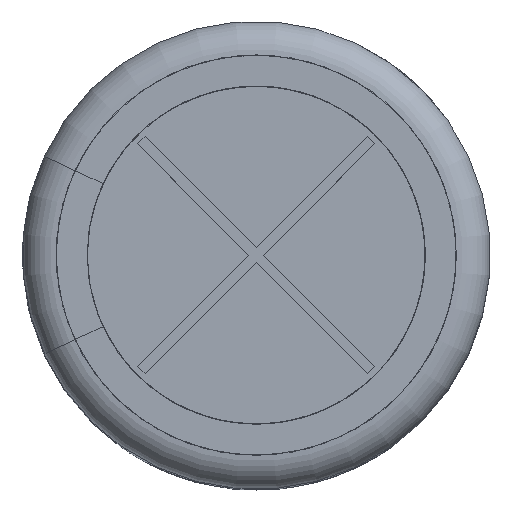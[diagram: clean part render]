
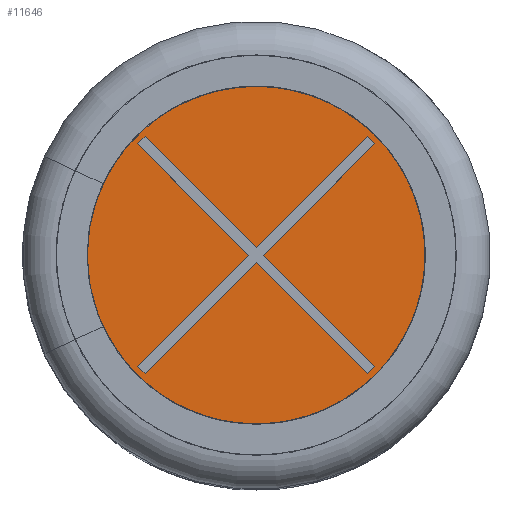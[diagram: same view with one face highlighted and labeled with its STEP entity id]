
A CAD part, top view. The second image highlights one B-rep face of the part: STEP entity #11646.
In plain terms, the highlighted planar face has unit normal (0, 0, 1).
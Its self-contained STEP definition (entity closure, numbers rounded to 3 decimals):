
#462=LINE('',#14894,#1129);
#463=LINE('',#14897,#1130);
#464=LINE('',#14899,#1131);
#465=LINE('',#14901,#1132);
#466=LINE('',#14903,#1133);
#467=LINE('',#14905,#1134);
#468=LINE('',#14907,#1135);
#469=LINE('',#14909,#1136);
#470=LINE('',#14911,#1137);
#471=LINE('',#14913,#1138);
#472=LINE('',#14915,#1139);
#473=LINE('',#14917,#1140);
#1129=VECTOR('',#12901,1000.);
#1130=VECTOR('',#12902,1000.);
#1131=VECTOR('',#12903,1000.);
#1132=VECTOR('',#12904,1000.);
#1133=VECTOR('',#12905,1000.);
#1134=VECTOR('',#12906,1000.);
#1135=VECTOR('',#12907,1000.);
#1136=VECTOR('',#12908,1000.);
#1137=VECTOR('',#12909,1000.);
#1138=VECTOR('',#12910,1000.);
#1139=VECTOR('',#12911,1000.);
#1140=VECTOR('',#12912,1000.);
#1923=ORIENTED_EDGE('',*,*,#4393,.F.);
#1924=ORIENTED_EDGE('',*,*,#4394,.T.);
#1925=ORIENTED_EDGE('',*,*,#4395,.T.);
#1926=ORIENTED_EDGE('',*,*,#4396,.T.);
#1927=ORIENTED_EDGE('',*,*,#4397,.T.);
#1928=ORIENTED_EDGE('',*,*,#4398,.T.);
#1929=ORIENTED_EDGE('',*,*,#4399,.T.);
#1930=ORIENTED_EDGE('',*,*,#4400,.T.);
#1931=ORIENTED_EDGE('',*,*,#4401,.T.);
#1932=ORIENTED_EDGE('',*,*,#4402,.T.);
#1933=ORIENTED_EDGE('',*,*,#4403,.T.);
#1934=ORIENTED_EDGE('',*,*,#4404,.T.);
#1935=ORIENTED_EDGE('',*,*,#4405,.T.);
#4393=EDGE_CURVE('',#5636,#5636,#6485,.T.);
#4394=EDGE_CURVE('',#5637,#5638,#462,.T.);
#4395=EDGE_CURVE('',#5638,#5639,#463,.T.);
#4396=EDGE_CURVE('',#5639,#5640,#464,.T.);
#4397=EDGE_CURVE('',#5640,#5641,#465,.T.);
#4398=EDGE_CURVE('',#5641,#5642,#466,.T.);
#4399=EDGE_CURVE('',#5642,#5643,#467,.T.);
#4400=EDGE_CURVE('',#5643,#5644,#468,.T.);
#4401=EDGE_CURVE('',#5644,#5645,#469,.T.);
#4402=EDGE_CURVE('',#5645,#5646,#470,.T.);
#4403=EDGE_CURVE('',#5646,#5647,#471,.T.);
#4404=EDGE_CURVE('',#5647,#5648,#472,.T.);
#4405=EDGE_CURVE('',#5648,#5637,#473,.T.);
#5636=VERTEX_POINT('',#14893);
#5637=VERTEX_POINT('',#14895);
#5638=VERTEX_POINT('',#14896);
#5639=VERTEX_POINT('',#14898);
#5640=VERTEX_POINT('',#14900);
#5641=VERTEX_POINT('',#14902);
#5642=VERTEX_POINT('',#14904);
#5643=VERTEX_POINT('',#14906);
#5644=VERTEX_POINT('',#14908);
#5645=VERTEX_POINT('',#14910);
#5646=VERTEX_POINT('',#14912);
#5647=VERTEX_POINT('',#14914);
#5648=VERTEX_POINT('',#14916);
#6485=CIRCLE('',#12182,6.843);
#6788=EDGE_LOOP('',(#1923));
#6789=EDGE_LOOP('',(#1924,#1925,#1926,#1927,#1928,#1929,#1930,#1931,#1932,
#1933,#1934,#1935));
#7398=FACE_BOUND('',#6788,.T.);
#7399=FACE_BOUND('',#6789,.T.);
#7987=PLANE('',#12181);
#11646=ADVANCED_FACE('',(#7398,#7399),#7987,.T.);
#12181=AXIS2_PLACEMENT_3D('',#14891,#12897,#12898);
#12182=AXIS2_PLACEMENT_3D('',#14892,#12899,#12900);
#12897=DIRECTION('',(0.,0.,1.));
#12898=DIRECTION('',(1.,0.,0.));
#12899=DIRECTION('',(0.,0.,-1.));
#12900=DIRECTION('',(-1.,0.,0.));
#12901=DIRECTION('',(0.707,0.707,0.));
#12902=DIRECTION('',(0.707,-0.707,0.));
#12903=DIRECTION('',(0.707,0.707,0.));
#12904=DIRECTION('',(0.707,-0.707,0.));
#12905=DIRECTION('',(-0.707,-0.707,0.));
#12906=DIRECTION('',(0.707,-0.707,0.));
#12907=DIRECTION('',(-0.707,-0.707,0.));
#12908=DIRECTION('',(-0.707,0.707,0.));
#12909=DIRECTION('',(-0.707,-0.707,0.));
#12910=DIRECTION('',(-0.707,0.707,0.));
#12911=DIRECTION('',(0.707,0.707,0.));
#12912=DIRECTION('',(-0.707,0.707,0.));
#14891=CARTESIAN_POINT('',(-6.843,0.,24.78));
#14892=CARTESIAN_POINT('',(0.,0.,24.78));
#14893=CARTESIAN_POINT('',(-6.843,0.,24.78));
#14894=CARTESIAN_POINT('',(-3.801,4.052,24.78));
#14895=CARTESIAN_POINT('',(-4.052,3.801,24.78));
#14896=CARTESIAN_POINT('',(-3.801,4.052,24.78));
#14897=CARTESIAN_POINT('',(0.,0.251,24.78));
#14898=CARTESIAN_POINT('',(0.,0.251,24.78));
#14899=CARTESIAN_POINT('',(0.,0.251,24.78));
#14900=CARTESIAN_POINT('',(3.801,4.052,24.78));
#14901=CARTESIAN_POINT('',(4.052,3.801,24.78));
#14902=CARTESIAN_POINT('',(4.052,3.801,24.78));
#14903=CARTESIAN_POINT('',(0.251,0.,24.78));
#14904=CARTESIAN_POINT('',(0.251,0.,24.78));
#14905=CARTESIAN_POINT('',(0.251,0.,24.78));
#14906=CARTESIAN_POINT('',(4.052,-3.801,24.78));
#14907=CARTESIAN_POINT('',(4.052,-3.801,24.78));
#14908=CARTESIAN_POINT('',(3.801,-4.052,24.78));
#14909=CARTESIAN_POINT('',(0.,-0.251,24.78));
#14910=CARTESIAN_POINT('',(0.,-0.251,24.78));
#14911=CARTESIAN_POINT('',(0.,-0.251,24.78));
#14912=CARTESIAN_POINT('',(-3.801,-4.052,24.78));
#14913=CARTESIAN_POINT('',(-3.801,-4.052,24.78));
#14914=CARTESIAN_POINT('',(-4.052,-3.801,24.78));
#14915=CARTESIAN_POINT('',(-0.251,0.,24.78));
#14916=CARTESIAN_POINT('',(-0.251,0.,24.78));
#14917=CARTESIAN_POINT('',(-0.251,0.,24.78));
